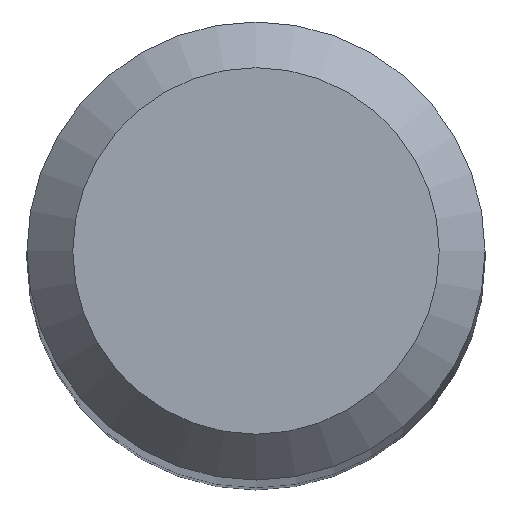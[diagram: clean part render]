
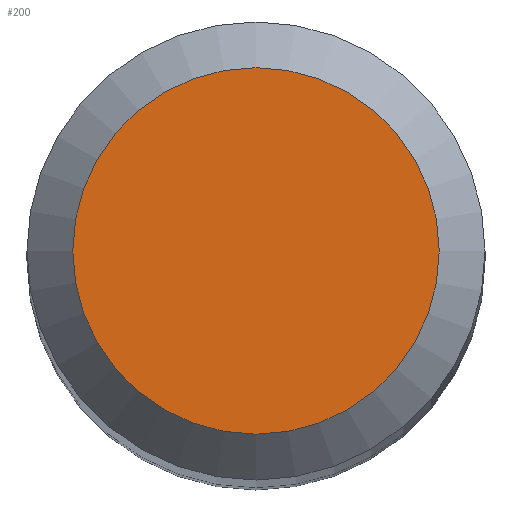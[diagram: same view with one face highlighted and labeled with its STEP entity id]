
A CAD part, top view. The second image highlights one B-rep face of the part: STEP entity #200.
In plain terms, the highlighted planar face has unit normal (0, 0, 1).
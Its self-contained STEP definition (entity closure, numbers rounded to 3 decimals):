
#10 = VERTEX_POINT ( 'NONE', #28 ) ;
#28 = CARTESIAN_POINT ( 'NONE',  ( 0., 1.6, 50. ) ) ;
#33 = AXIS2_PLACEMENT_3D ( 'NONE', #121, #43, #184 ) ;
#43 = DIRECTION ( 'NONE',  ( 0., 0., -1. ) ) ;
#55 = DIRECTION ( 'NONE',  ( 0., 0., -1. ) ) ;
#69 = PLANE ( 'NONE',  #33 ) ;
#71 = CIRCLE ( 'NONE', #158, 1.6 ) ;
#121 = CARTESIAN_POINT ( 'NONE',  ( 0., 0., 50. ) ) ;
#148 = ORIENTED_EDGE ( 'NONE', *, *, #191, .F. ) ;
#158 = AXIS2_PLACEMENT_3D ( 'NONE', #197, #55, #182 ) ;
#175 = EDGE_LOOP ( 'NONE', ( #148 ) ) ;
#182 = DIRECTION ( 'NONE',  ( 0., 1., 0. ) ) ;
#184 = DIRECTION ( 'NONE',  ( 0., 1., 0. ) ) ;
#187 = FACE_OUTER_BOUND ( 'NONE', #175, .T. ) ;
#191 = EDGE_CURVE ( 'NONE', #10, #10, #71, .T. ) ;
#197 = CARTESIAN_POINT ( 'NONE',  ( 0., 0., 50. ) ) ;
#200 = ADVANCED_FACE ( 'NONE', ( #187 ), #69, .F. ) ;
